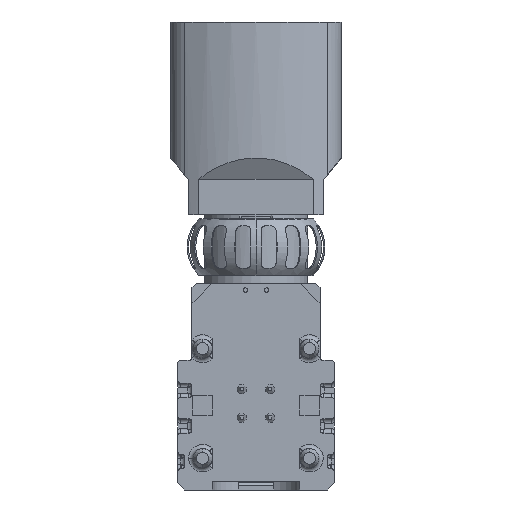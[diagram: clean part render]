
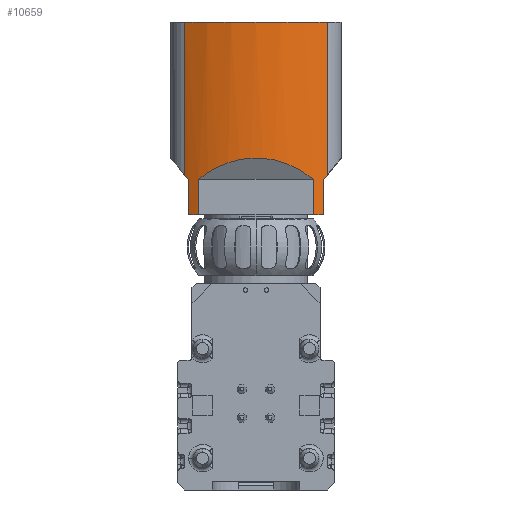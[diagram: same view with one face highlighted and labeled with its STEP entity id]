
A CAD part, front view. The second image highlights one B-rep face of the part: STEP entity #10659.
In plain terms, the highlighted cylindrical face has radius 10 mm (diameter 20 mm), a partial arc.
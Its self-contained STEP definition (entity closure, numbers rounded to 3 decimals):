
#411 = LINE ( 'NONE', #16026, #23803 ) ;
#460 = CARTESIAN_POINT ( 'NONE',  ( 4.035, -4.8, 1.33 ) ) ;
#576 = DIRECTION ( 'NONE',  ( 0., 0., 1. ) ) ;
#857 = DIRECTION ( 'NONE',  ( 0., 0., 1. ) ) ;
#1181 = CIRCLE ( 'NONE', #6893, 10. ) ;
#1811 = DIRECTION ( 'NONE',  ( 0., 0., -1. ) ) ;
#2131 = CYLINDRICAL_SURFACE ( 'NONE', #14298, 10. ) ;
#3182 = DIRECTION ( 'NONE',  ( 0., 0., 1. ) ) ;
#3259 = DIRECTION ( 'NONE',  ( 1., 0., 0. ) ) ;
#3501 = CARTESIAN_POINT ( 'NONE',  ( 4.035, -4.8, -1.17 ) ) ;
#3884 = CARTESIAN_POINT ( 'NONE',  ( -4.035, -4.8, 1.33 ) ) ;
#3976 = CARTESIAN_POINT ( 'NONE',  ( -1.426, -5.95, 3.36 ) ) ;
#4018 = EDGE_CURVE ( 'NONE', #13156, #7590, #20289, .T. ) ;
#4067 = EDGE_CURVE ( 'NONE', #9604, #13156, #24040, .T. ) ;
#4071 = CARTESIAN_POINT ( 'NONE',  ( 4.035, -4.8, 1.33 ) ) ;
#4189 = CARTESIAN_POINT ( 'NONE',  ( 4.834, -4.405, 1.431 ) ) ;
#4291 = VECTOR ( 'NONE', #9633, 1000. ) ;
#4579 = ORIENTED_EDGE ( 'NONE', *, *, #5928, .T. ) ;
#5271 = LINE ( 'NONE', #28708, #7150 ) ;
#5515 = VERTEX_POINT ( 'NONE', #31289 ) ;
#5928 = EDGE_CURVE ( 'NONE', #10724, #27824, #29305, .T. ) ;
#6893 = AXIS2_PLACEMENT_3D ( 'NONE', #7726, #3182, #24607 ) ;
#7045 = CARTESIAN_POINT ( 'NONE',  ( -4.75, -4.45, 1.33 ) ) ;
#7150 = VECTOR ( 'NONE', #1811, 1000. ) ;
#7590 = VERTEX_POINT ( 'NONE', #8347 ) ;
#7726 = CARTESIAN_POINT ( 'NONE',  ( 0., 4.35, -1.17 ) ) ;
#7855 = LINE ( 'NONE', #20841, #15012 ) ;
#8347 = CARTESIAN_POINT ( 'NONE',  ( -4.035, -4.8, -1.17 ) ) ;
#8422 = CARTESIAN_POINT ( 'NONE',  ( -5., -4.31, 1.63 ) ) ;
#8940 = CARTESIAN_POINT ( 'NONE',  ( -4.035, -4.8, 1.33 ) ) ;
#8975 = EDGE_CURVE ( 'NONE', #18108, #21249, #7855, .T. ) ;
#9197 = CARTESIAN_POINT ( 'NONE',  ( 5., -4.31, 12.38 ) ) ;
#9213 = CIRCLE ( 'NONE', #9696, 10. ) ;
#9604 = VERTEX_POINT ( 'NONE', #460 ) ;
#9621 = CIRCLE ( 'NONE', #10298, 10. ) ;
#9633 = DIRECTION ( 'NONE',  ( 0., 0., -1. ) ) ;
#9696 = AXIS2_PLACEMENT_3D ( 'NONE', #14962, #857, #3259 ) ;
#10298 = AXIS2_PLACEMENT_3D ( 'NONE', #24719, #29653, #12686 ) ;
#10379 = CARTESIAN_POINT ( 'NONE',  ( 0., 4.35, -1.17 ) ) ;
#10659 = ADVANCED_FACE ( 'NONE', ( #25889 ), #2131, .T. ) ;
#10724 = VERTEX_POINT ( 'NONE', #22514 ) ;
#11931 = EDGE_CURVE ( 'NONE', #18108, #10724, #25381, .T. ) ;
#12076 = EDGE_CURVE ( 'NONE', #27710, #21249, #9621, .T. ) ;
#12170 = CARTESIAN_POINT ( 'NONE',  ( -4.75, -4.45, 1.33 ) ) ;
#12601 = EDGE_CURVE ( 'NONE', #5515, #27824, #9213, .T. ) ;
#12686 = DIRECTION ( 'NONE',  ( 1., 0., 0. ) ) ;
#12885 = ORIENTED_EDGE ( 'NONE', *, *, #8975, .F. ) ;
#12894 = CARTESIAN_POINT ( 'NONE',  ( -4.75, -4.45, -1.17 ) ) ;
#13156 = VERTEX_POINT ( 'NONE', #3884 ) ;
#13712 = DIRECTION ( 'NONE',  ( 0., 0., 1. ) ) ;
#13947 = CARTESIAN_POINT ( 'NONE',  ( 4.75, -4.45, 1.33 ) ) ;
#14298 = AXIS2_PLACEMENT_3D ( 'NONE', #10379, #576, #29454 ) ;
#14495 = CARTESIAN_POINT ( 'NONE',  ( 5., -4.31, 1.63 ) ) ;
#14568 = ORIENTED_EDGE ( 'NONE', *, *, #4067, .F. ) ;
#14962 = CARTESIAN_POINT ( 'NONE',  ( 0., 4.35, 12.38 ) ) ;
#15012 = VECTOR ( 'NONE', #15963, 1000. ) ;
#15623 = ORIENTED_EDGE ( 'NONE', *, *, #19585, .T. ) ;
#15772 = EDGE_LOOP ( 'NONE', ( #14568, #18886, #20057, #12885, #21469, #4579, #23391, #16681, #24525, #15623, #18772, #21892 ) ) ;
#15963 = DIRECTION ( 'NONE',  ( 0., 0., -1. ) ) ;
#16026 = CARTESIAN_POINT ( 'NONE',  ( 4.035, -4.8, -1.17 ) ) ;
#16681 = ORIENTED_EDGE ( 'NONE', *, *, #26589, .T. ) ;
#17893 = CARTESIAN_POINT ( 'NONE',  ( -4.75, -4.45, 1.33 ) ) ;
#18108 = VERTEX_POINT ( 'NONE', #13947 ) ;
#18164 = VERTEX_POINT ( 'NONE', #12894 ) ;
#18772 = ORIENTED_EDGE ( 'NONE', *, *, #21971, .T. ) ;
#18804 = EDGE_CURVE ( 'NONE', #19627, #21151, #25959, .T. ) ;
#18886 = ORIENTED_EDGE ( 'NONE', *, *, #23169, .F. ) ;
#19219 = CARTESIAN_POINT ( 'NONE',  ( 5., -4.31, -1.17 ) ) ;
#19585 = EDGE_CURVE ( 'NONE', #21151, #18164, #25071, .T. ) ;
#19627 = VERTEX_POINT ( 'NONE', #28917 ) ;
#20057 = ORIENTED_EDGE ( 'NONE', *, *, #12076, .T. ) ;
#20289 = LINE ( 'NONE', #30647, #29712 ) ;
#20841 = CARTESIAN_POINT ( 'NONE',  ( 4.75, -4.45, 1.33 ) ) ;
#21151 = VERTEX_POINT ( 'NONE', #7045 ) ;
#21249 = VERTEX_POINT ( 'NONE', #24030 ) ;
#21469 = ORIENTED_EDGE ( 'NONE', *, *, #11931, .T. ) ;
#21480 = CARTESIAN_POINT ( 'NONE',  ( 4.75, -4.45, 1.33 ) ) ;
#21892 = ORIENTED_EDGE ( 'NONE', *, *, #4018, .F. ) ;
#21971 = EDGE_CURVE ( 'NONE', #18164, #7590, #1181, .T. ) ;
#22159 = VECTOR ( 'NONE', #24183, 1000. ) ;
#22514 = CARTESIAN_POINT ( 'NONE',  ( 5., -4.31, 1.63 ) ) ;
#22875 = CARTESIAN_POINT ( 'NONE',  ( -4.917, -4.358, 1.531 ) ) ;
#23169 = EDGE_CURVE ( 'NONE', #27710, #9604, #411, .T. ) ;
#23181 = DIRECTION ( 'NONE',  ( 0., 0., -1. ) ) ;
#23391 = ORIENTED_EDGE ( 'NONE', *, *, #12601, .F. ) ;
#23803 = VECTOR ( 'NONE', #13712, 1000. ) ;
#24030 = CARTESIAN_POINT ( 'NONE',  ( 4.75, -4.45, -1.17 ) ) ;
#24040 =( BOUNDED_CURVE ( )  B_SPLINE_CURVE ( 3, ( #4071, #25480, #3976, #8940 ),
 .UNSPECIFIED., .F., .F. ) 
 B_SPLINE_CURVE_WITH_KNOTS ( ( 4, 4 ),
 ( 5.868, 6.698 ),
 .UNSPECIFIED. ) 
 CURVE ( )  GEOMETRIC_REPRESENTATION_ITEM ( )  RATIONAL_B_SPLINE_CURVE ( ( 1., 0.943, 0.943, 1. ) ) 
 REPRESENTATION_ITEM ( '' )  );
#24183 = DIRECTION ( 'NONE',  ( 0., 0., 1. ) ) ;
#24525 = ORIENTED_EDGE ( 'NONE', *, *, #18804, .T. ) ;
#24607 = DIRECTION ( 'NONE',  ( 1., 0., 0. ) ) ;
#24719 = CARTESIAN_POINT ( 'NONE',  ( 0., 4.35, -1.17 ) ) ;
#25071 = LINE ( 'NONE', #12170, #4291 ) ;
#25381 =( BOUNDED_CURVE ( )  B_SPLINE_CURVE ( 3, ( #21480, #4189, #26512, #14495 ),
 .UNSPECIFIED., .F., .F. ) 
 B_SPLINE_CURVE_WITH_KNOTS ( ( 4, 4 ),
 ( 5.207, 5.236 ),
 .UNSPECIFIED. ) 
 CURVE ( )  GEOMETRIC_REPRESENTATION_ITEM ( )  RATIONAL_B_SPLINE_CURVE ( ( 1., 1., 1., 1. ) ) 
 REPRESENTATION_ITEM ( '' )  );
#25480 = CARTESIAN_POINT ( 'NONE',  ( 1.426, -5.95, 3.36 ) ) ;
#25889 = FACE_OUTER_BOUND ( 'NONE', #15772, .T. ) ;
#25959 =( BOUNDED_CURVE ( )  B_SPLINE_CURVE ( 3, ( #8422, #22875, #30449, #17893 ),
 .UNSPECIFIED., .F., .F. ) 
 B_SPLINE_CURVE_WITH_KNOTS ( ( 4, 4 ),
 ( 1.047, 1.076 ),
 .UNSPECIFIED. ) 
 CURVE ( )  GEOMETRIC_REPRESENTATION_ITEM ( )  RATIONAL_B_SPLINE_CURVE ( ( 1., 1., 1., 1. ) ) 
 REPRESENTATION_ITEM ( '' )  );
#26512 = CARTESIAN_POINT ( 'NONE',  ( 4.917, -4.358, 1.531 ) ) ;
#26589 = EDGE_CURVE ( 'NONE', #5515, #19627, #5271, .T. ) ;
#27710 = VERTEX_POINT ( 'NONE', #3501 ) ;
#27824 = VERTEX_POINT ( 'NONE', #9197 ) ;
#28708 = CARTESIAN_POINT ( 'NONE',  ( -5., -4.31, -1.17 ) ) ;
#28917 = CARTESIAN_POINT ( 'NONE',  ( -5., -4.31, 1.63 ) ) ;
#29305 = LINE ( 'NONE', #19219, #22159 ) ;
#29454 = DIRECTION ( 'NONE',  ( 1., 0., 0. ) ) ;
#29653 = DIRECTION ( 'NONE',  ( 0., 0., 1. ) ) ;
#29712 = VECTOR ( 'NONE', #23181, 1000. ) ;
#30449 = CARTESIAN_POINT ( 'NONE',  ( -4.834, -4.405, 1.431 ) ) ;
#30647 = CARTESIAN_POINT ( 'NONE',  ( -4.035, -4.8, -1.17 ) ) ;
#31289 = CARTESIAN_POINT ( 'NONE',  ( -5., -4.31, 12.38 ) ) ;
